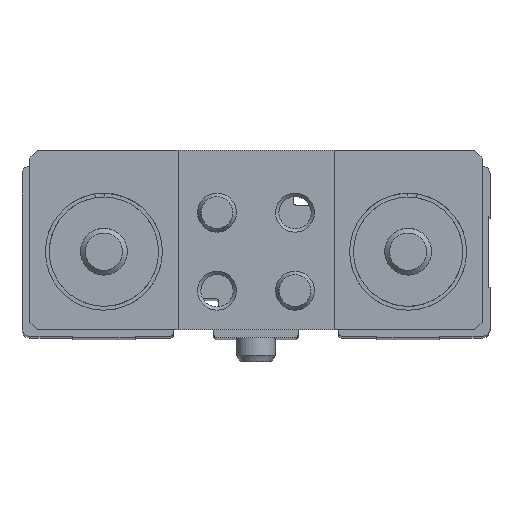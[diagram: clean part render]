
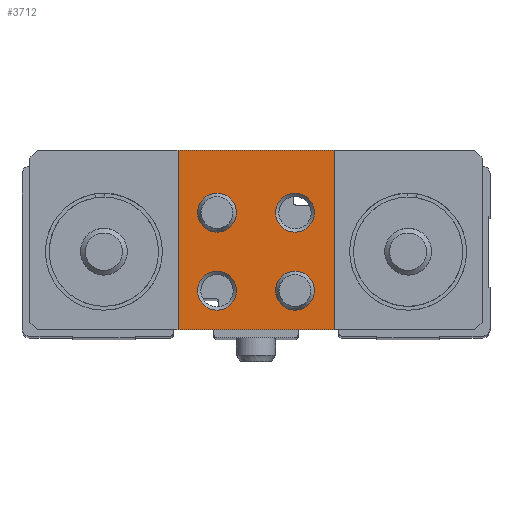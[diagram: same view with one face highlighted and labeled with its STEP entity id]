
A CAD part, top view. The second image highlights one B-rep face of the part: STEP entity #3712.
In plain terms, the highlighted planar face has unit normal (0, 0, 1).
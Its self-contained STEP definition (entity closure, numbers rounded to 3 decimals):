
#176=PLANE('',#4142);
#360=CIRCLE('',#4143,2.5);
#361=CIRCLE('',#4144,2.5);
#362=CIRCLE('',#4145,2.5);
#363=CIRCLE('',#4146,2.5);
#1118=ORIENTED_EDGE('',*,*,#1781,.T.);
#1119=ORIENTED_EDGE('',*,*,#1782,.T.);
#1120=ORIENTED_EDGE('',*,*,#1783,.T.);
#1121=ORIENTED_EDGE('',*,*,#1784,.T.);
#1122=ORIENTED_EDGE('',*,*,#1772,.T.);
#1123=ORIENTED_EDGE('',*,*,#1785,.T.);
#1124=ORIENTED_EDGE('',*,*,#1764,.T.);
#1125=ORIENTED_EDGE('',*,*,#1786,.T.);
#1764=EDGE_CURVE('',#2161,#2168,#2472,.T.);
#1772=EDGE_CURVE('',#2177,#2176,#2480,.T.);
#1781=EDGE_CURVE('',#2185,#2185,#360,.T.);
#1782=EDGE_CURVE('',#2186,#2186,#361,.T.);
#1783=EDGE_CURVE('',#2187,#2187,#362,.T.);
#1784=EDGE_CURVE('',#2188,#2188,#363,.T.);
#1785=EDGE_CURVE('',#2176,#2161,#2489,.T.);
#1786=EDGE_CURVE('',#2168,#2177,#2490,.T.);
#2161=VERTEX_POINT('',#6202);
#2168=VERTEX_POINT('',#6215);
#2176=VERTEX_POINT('',#6233);
#2177=VERTEX_POINT('',#6235);
#2185=VERTEX_POINT('',#6254);
#2186=VERTEX_POINT('',#6256);
#2187=VERTEX_POINT('',#6258);
#2188=VERTEX_POINT('',#6260);
#2472=LINE('',#6216,#2734);
#2480=LINE('',#6234,#2742);
#2489=LINE('',#6261,#2751);
#2490=LINE('',#6262,#2752);
#2734=VECTOR('',#5054,1000.);
#2742=VECTOR('',#5066,1000.);
#2751=VECTOR('',#5087,1000.);
#2752=VECTOR('',#5088,1000.);
#2997=EDGE_LOOP('',(#1118));
#2998=EDGE_LOOP('',(#1119));
#2999=EDGE_LOOP('',(#1120));
#3000=EDGE_LOOP('',(#1121));
#3001=EDGE_LOOP('',(#1122,#1123,#1124,#1125));
#3348=FACE_BOUND('',#2997,.T.);
#3349=FACE_BOUND('',#2998,.T.);
#3350=FACE_BOUND('',#2999,.T.);
#3351=FACE_BOUND('',#3000,.T.);
#3352=FACE_BOUND('',#3001,.T.);
#3712=ADVANCED_FACE('',(#3348,#3349,#3350,#3351,#3352),#176,.T.);
#4142=AXIS2_PLACEMENT_3D('',#6252,#5077,#5078);
#4143=AXIS2_PLACEMENT_3D('',#6253,#5079,#5080);
#4144=AXIS2_PLACEMENT_3D('',#6255,#5081,#5082);
#4145=AXIS2_PLACEMENT_3D('',#6257,#5083,#5084);
#4146=AXIS2_PLACEMENT_3D('',#6259,#5085,#5086);
#5054=DIRECTION('',(-1.,0.,0.));
#5066=DIRECTION('',(1.,0.,0.));
#5077=DIRECTION('',(0.,0.,1.));
#5078=DIRECTION('',(1.,0.,0.));
#5079=DIRECTION('',(0.,0.,-1.));
#5080=DIRECTION('',(-1.,0.,0.));
#5081=DIRECTION('',(0.,0.,-1.));
#5082=DIRECTION('',(-1.,0.,0.));
#5083=DIRECTION('',(0.,0.,-1.));
#5084=DIRECTION('',(-1.,0.,0.));
#5085=DIRECTION('',(0.,0.,-1.));
#5086=DIRECTION('',(-1.,0.,0.));
#5087=DIRECTION('',(0.,1.,0.));
#5088=DIRECTION('',(0.,-1.,0.));
#6202=CARTESIAN_POINT('',(10.,13.,19.));
#6215=CARTESIAN_POINT('',(-10.,13.,19.));
#6216=CARTESIAN_POINT('',(29.,13.,19.));
#6233=CARTESIAN_POINT('',(10.,-10.,19.));
#6234=CARTESIAN_POINT('',(-29.,-10.,19.));
#6235=CARTESIAN_POINT('',(-10.,-10.,19.));
#6252=CARTESIAN_POINT('',(0.,0.,19.));
#6253=CARTESIAN_POINT('',(-5.,-5.,19.));
#6254=CARTESIAN_POINT('',(-7.5,-5.,19.));
#6255=CARTESIAN_POINT('',(-5.,5.,19.));
#6256=CARTESIAN_POINT('',(-7.5,5.,19.));
#6257=CARTESIAN_POINT('',(5.,-5.,19.));
#6258=CARTESIAN_POINT('',(2.5,-5.,19.));
#6259=CARTESIAN_POINT('',(5.,5.,19.));
#6260=CARTESIAN_POINT('',(2.5,5.,19.));
#6261=CARTESIAN_POINT('',(10.,0.,19.));
#6262=CARTESIAN_POINT('',(-10.,0.,19.));
